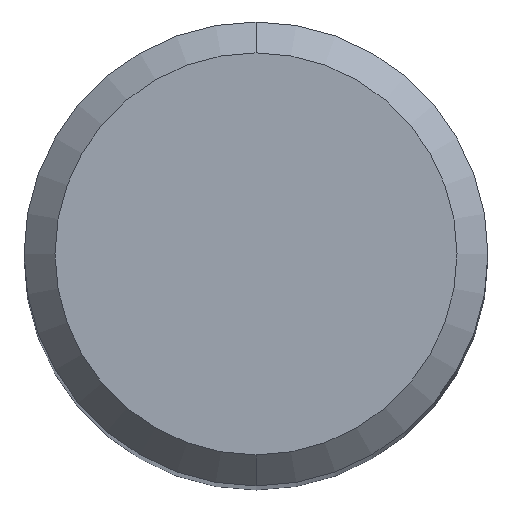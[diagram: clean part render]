
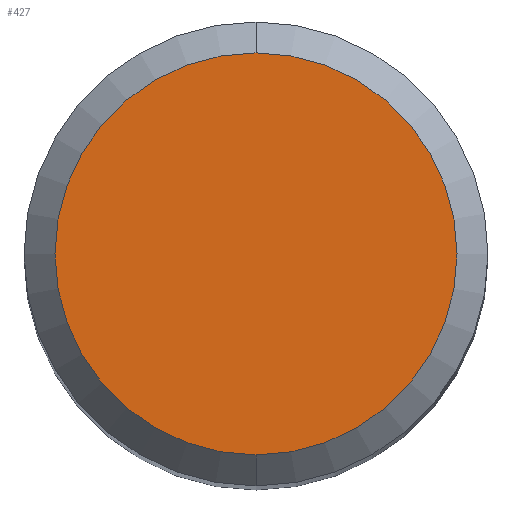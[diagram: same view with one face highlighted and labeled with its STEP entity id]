
A CAD part, top view. The second image highlights one B-rep face of the part: STEP entity #427.
In plain terms, the highlighted planar face has unit normal (0, 0, 1).
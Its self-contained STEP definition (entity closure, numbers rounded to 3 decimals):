
#427=ADVANCED_FACE('',(#1139),#1140,.T.);
#467=VERTEX_POINT('',#1184);
#479=EDGE_CURVE('',#467,#1017,#1197,.T.);
#493=EDGE_CURVE('',#1017,#467,#1212,.T.);
#1017=VERTEX_POINT('',#1783);
#1139=FACE_OUTER_BOUND('',#1988,.T.);
#1140=PLANE('',#1989);
#1184=CARTESIAN_POINT('',(0.0,2.6,0.0));
#1197=CIRCLE('',#2111,2.6);
#1212=CIRCLE('',#2162,2.6);
#1783=CARTESIAN_POINT('',(0.,-2.6,0.0));
#1988=EDGE_LOOP('',(#5105,#5106));
#1989=AXIS2_PLACEMENT_3D('',#5107,#5108,#5109);
#2111=AXIS2_PLACEMENT_3D('',#5168,#5169,#5170);
#2162=AXIS2_PLACEMENT_3D('',#5198,#5199,#5200);
#5105=ORIENTED_EDGE('',*,*,#479,.F.);
#5106=ORIENTED_EDGE('',*,*,#493,.F.);
#5107=CARTESIAN_POINT('',(0.0,1.3,0.0));
#5108=DIRECTION('',(-0.0,0.0,1.0));
#5109=DIRECTION('',(0.0,-1.0,0.0));
#5168=CARTESIAN_POINT('',(0.0,0.0,0.0));
#5169=DIRECTION('',(0.0,0.0,-1.0));
#5170=DIRECTION('',(0.0,1.0,0.0));
#5198=CARTESIAN_POINT('',(0.0,0.0,0.0));
#5199=DIRECTION('',(0.0,0.0,-1.0));
#5200=DIRECTION('',(0.0,1.0,0.0));
